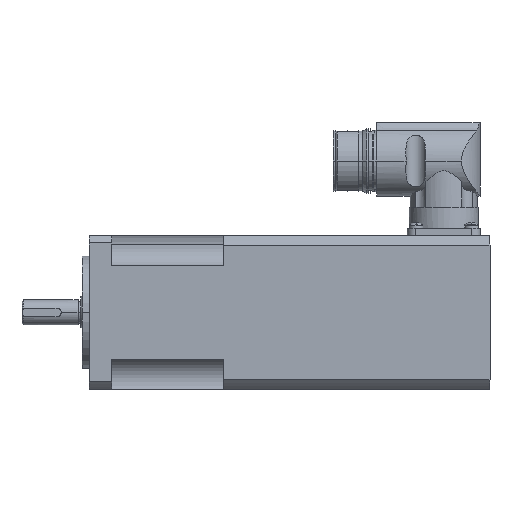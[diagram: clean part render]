
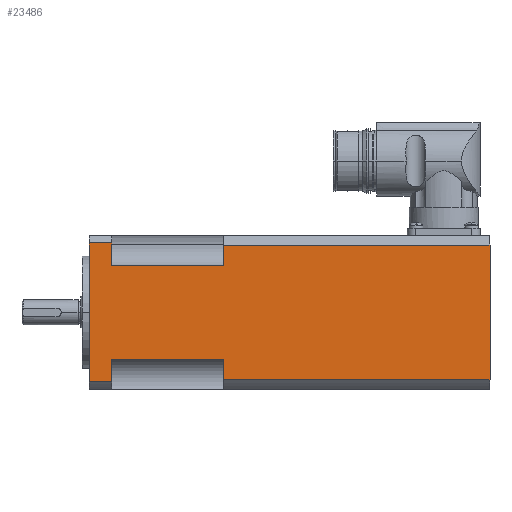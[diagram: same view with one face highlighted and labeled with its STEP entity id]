
A CAD part, front view. The second image highlights one B-rep face of the part: STEP entity #23486.
In plain terms, the highlighted planar face has unit normal (0, -1, 0).
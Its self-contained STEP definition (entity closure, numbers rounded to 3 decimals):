
#175=CARTESIAN_POINT('',(748.264,484.604,16.828));
#176=VERTEX_POINT('',#175);
#184=CARTESIAN_POINT('',(788.264,484.604,16.828));
#185=VERTEX_POINT('',#184);
#186=CARTESIAN_POINT('',(788.264,484.604,16.828));
#187=DIRECTION('',(-1.0,0.,0.));
#188=VECTOR('',#187,40.);
#189=LINE('',#186,#188);
#190=EDGE_CURVE('',#185,#176,#189,.T.);
#22766=CARTESIAN_POINT('',(748.264,484.604,-24.754));
#22767=VERTEX_POINT('',#22766);
#22782=CARTESIAN_POINT('',(748.264,484.604,-16.828));
#22783=VERTEX_POINT('',#22782);
#22791=CARTESIAN_POINT('',(748.264,484.604,-24.754));
#22792=DIRECTION('',(0.0,0.0,1.0));
#22793=VECTOR('',#22792,7.926);
#22794=LINE('',#22791,#22793);
#22795=EDGE_CURVE('',#22767,#22783,#22794,.T.);
#22829=CARTESIAN_POINT('',(740.264,484.604,24.754));
#22830=VERTEX_POINT('',#22829);
#22880=CARTESIAN_POINT('',(740.264,484.604,-24.754));
#22881=VERTEX_POINT('',#22880);
#22889=CARTESIAN_POINT('',(740.264,484.604,24.754));
#22890=DIRECTION('',(0.0,0.0,-1.0));
#22891=VECTOR('',#22890,49.508);
#22892=LINE('',#22889,#22891);
#22893=EDGE_CURVE('',#22830,#22881,#22892,.T.);
#22999=CARTESIAN_POINT('',(748.264,484.604,24.754));
#23000=VERTEX_POINT('',#22999);
#23010=CARTESIAN_POINT('',(748.264,484.604,16.828));
#23011=DIRECTION('',(0.0,0.0,1.0));
#23012=VECTOR('',#23011,7.926);
#23013=LINE('',#23010,#23012);
#23014=EDGE_CURVE('',#176,#23000,#23013,.T.);
#23388=CARTESIAN_POINT('',(748.264,484.604,-24.754));
#23389=DIRECTION('',(-1.0,0.,0.0));
#23390=VECTOR('',#23389,8.);
#23391=LINE('',#23388,#23390);
#23392=EDGE_CURVE('',#22767,#22881,#23391,.T.);
#23410=CARTESIAN_POINT('',(740.264,484.604,24.754));
#23411=DIRECTION('',(1.0,0.,0.0));
#23412=VECTOR('',#23411,8.);
#23413=LINE('',#23410,#23412);
#23414=EDGE_CURVE('',#22830,#23000,#23413,.T.);
#23427=CARTESIAN_POINT('',(740.264,484.604,-44.));
#23428=DIRECTION('',(0.,-1.0,0.));
#23429=DIRECTION('',(0.0,0.0,-1.0));
#23430=AXIS2_PLACEMENT_3D('',#23427,#23428,#23429);
#23431=PLANE('',#23430);
#23432=ORIENTED_EDGE('',*,*,#23414,.F.);
#23433=ORIENTED_EDGE('',*,*,#22893,.T.);
#23434=ORIENTED_EDGE('',*,*,#23392,.F.);
#23435=ORIENTED_EDGE('',*,*,#22795,.T.);
#23436=CARTESIAN_POINT('',(788.264,484.604,-16.828));
#23437=VERTEX_POINT('',#23436);
#23438=CARTESIAN_POINT('',(748.264,484.604,-16.828));
#23439=DIRECTION('',(1.0,0.,0.));
#23440=VECTOR('',#23439,40.);
#23441=LINE('',#23438,#23440);
#23442=EDGE_CURVE('',#22783,#23437,#23441,.T.);
#23443=ORIENTED_EDGE('',*,*,#23442,.T.);
#23444=CARTESIAN_POINT('',(788.264,484.604,-24.));
#23445=VERTEX_POINT('',#23444);
#23446=CARTESIAN_POINT('',(788.264,484.604,-16.828));
#23447=DIRECTION('',(0.,0.,-1.0));
#23448=VECTOR('',#23447,7.172);
#23449=LINE('',#23446,#23448);
#23450=EDGE_CURVE('',#23437,#23445,#23449,.T.);
#23451=ORIENTED_EDGE('',*,*,#23450,.T.);
#23452=CARTESIAN_POINT('',(883.264,484.604,-24.));
#23453=VERTEX_POINT('',#23452);
#23454=CARTESIAN_POINT('',(788.264,484.604,-24.));
#23455=DIRECTION('',(1.0,0.,0.));
#23456=VECTOR('',#23455,95.);
#23457=LINE('',#23454,#23456);
#23458=EDGE_CURVE('',#23445,#23453,#23457,.T.);
#23459=ORIENTED_EDGE('',*,*,#23458,.T.);
#23460=CARTESIAN_POINT('',(883.264,484.604,24.));
#23461=VERTEX_POINT('',#23460);
#23462=CARTESIAN_POINT('',(883.264,484.604,-24.));
#23463=DIRECTION('',(0.0,0.0,1.0));
#23464=VECTOR('',#23463,48.);
#23465=LINE('',#23462,#23464);
#23466=EDGE_CURVE('',#23453,#23461,#23465,.T.);
#23467=ORIENTED_EDGE('',*,*,#23466,.T.);
#23468=CARTESIAN_POINT('',(788.264,484.604,24.));
#23469=VERTEX_POINT('',#23468);
#23470=CARTESIAN_POINT('',(883.264,484.604,24.));
#23471=DIRECTION('',(-1.0,0.,0.));
#23472=VECTOR('',#23471,95.);
#23473=LINE('',#23470,#23472);
#23474=EDGE_CURVE('',#23461,#23469,#23473,.T.);
#23475=ORIENTED_EDGE('',*,*,#23474,.T.);
#23476=CARTESIAN_POINT('',(788.264,484.604,24.));
#23477=DIRECTION('',(0.,0.,-1.0));
#23478=VECTOR('',#23477,7.172);
#23479=LINE('',#23476,#23478);
#23480=EDGE_CURVE('',#23469,#185,#23479,.T.);
#23481=ORIENTED_EDGE('',*,*,#23480,.T.);
#23482=ORIENTED_EDGE('',*,*,#190,.T.);
#23483=ORIENTED_EDGE('',*,*,#23014,.T.);
#23484=EDGE_LOOP('',(#23432,#23433,#23434,#23435,#23443,#23451,#23459,#23467,#23475,#23481,#23482,#23483));
#23485=FACE_OUTER_BOUND('',#23484,.T.);
#23486=ADVANCED_FACE('',(#23485),#23431,.T.);
